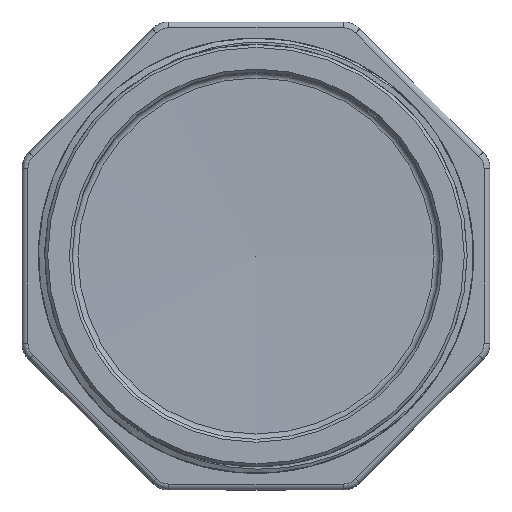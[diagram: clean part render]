
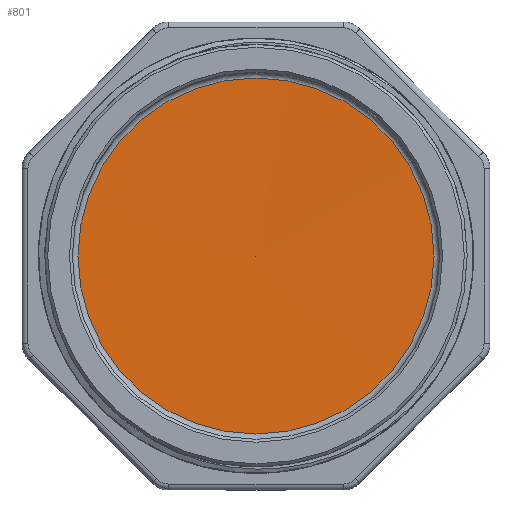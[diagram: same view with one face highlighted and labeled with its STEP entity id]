
A CAD part, top view. The second image highlights one B-rep face of the part: STEP entity #801.
In plain terms, the highlighted spherical face has radius 795.722 mm.
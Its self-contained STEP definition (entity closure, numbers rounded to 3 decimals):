
#297=FACE_OUTER_BOUND('',#1193,.T.);
#801=ADVANCED_FACE('',(#297),#1066,.F.);
#1066=SPHERICAL_SURFACE('',#4816,795.722);
#1193=EDGE_LOOP('',(#2029));
#1605=CIRCLE('',#4815,30.438);
#2029=ORIENTED_EDGE('',*,*,#3898,.T.);
#3428=VERTEX_POINT('',#10545);
#3898=EDGE_CURVE('',#3428,#3428,#1605,.T.);
#4815=AXIS2_PLACEMENT_3D('',#10544,#5479,#5480);
#4816=AXIS2_PLACEMENT_3D('',#10546,#5481,#5482);
#5479=DIRECTION('',(0.,0.,1.));
#5480=DIRECTION('',(1.,0.,0.));
#5481=DIRECTION('',(0.,0.,-1.));
#5482=DIRECTION('',(-1.,0.,0.));
#10544=CARTESIAN_POINT('',(166.765,22.354,5.282));
#10545=CARTESIAN_POINT('',(197.203,22.354,5.282));
#10546=CARTESIAN_POINT('',(166.765,22.354,800.422));
